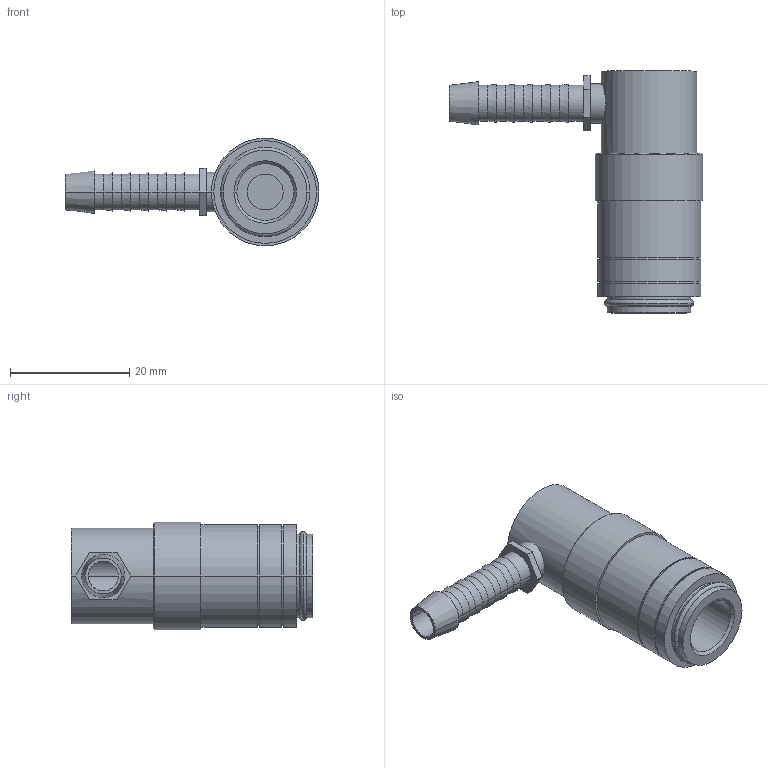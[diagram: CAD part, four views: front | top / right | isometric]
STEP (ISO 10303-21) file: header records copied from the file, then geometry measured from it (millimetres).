
FILE_DESCRIPTION(('STEP AP214'),'1');
FILE_NAME('esdm_6_tl-90ab.stp','2020-04-22T06:12:11',('TraceParts'),('TraceParts S.A.'),'Spatial InterOp 3D',' ',' ');
FILE_SCHEMA(('automotive_design'));
Length unit declared in the file: millimetre
Products named in the file (1): 1
Bounding box: 42.5 x 40.5 x 18 mm (x, y, z)
Volume: 7530.1 mm3; surface area: 4591.5 mm2
Topology: 1 solids, 1 shells, 84 faces, 176 edges, 110 vertices
Faces by surface type: cylinder 38, plane 26, cone 16, torus 4
Entity records: 3074 total; most frequent: CARTESIAN_POINT 505, DIRECTION 436, ORIENTED_EDGE 352, AXIS2_PLACEMENT_3D 181, EDGE_CURVE 176, VERTEX_POINT 110, EDGE_LOOP 102, CIRCLE 96
